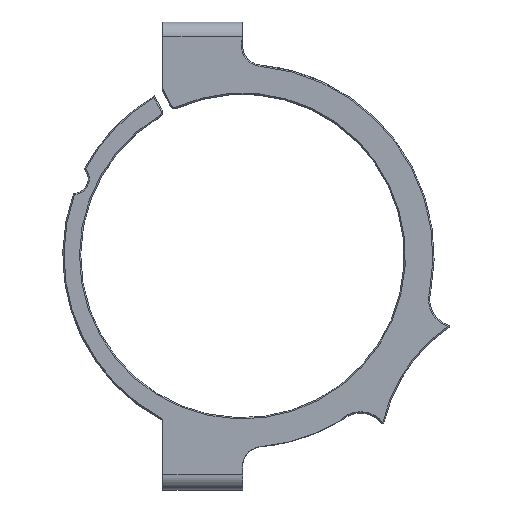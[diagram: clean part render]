
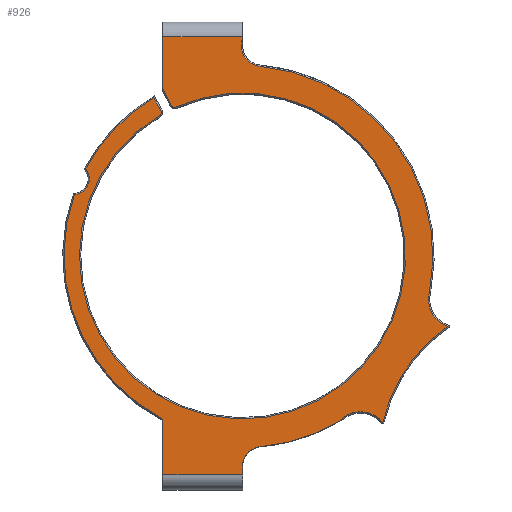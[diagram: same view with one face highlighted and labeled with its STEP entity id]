
A CAD part, top view. The second image highlights one B-rep face of the part: STEP entity #926.
In plain terms, the highlighted planar face has unit normal (0, 0, 1).
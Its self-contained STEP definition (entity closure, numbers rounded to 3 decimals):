
#50=PLANE('',#1028);
#86=FACE_OUTER_BOUND('',#142,.T.);
#142=EDGE_LOOP('',(#708,#709,#710,#711,#712,#713,#714,#715,#716,#717,#718,
#719,#720,#721,#722,#723,#724,#725,#726,#727,#728));
#202=LINE('',#1447,#264);
#214=LINE('',#1534,#276);
#215=LINE('',#1547,#277);
#218=LINE('',#1602,#280);
#222=LINE('',#1613,#284);
#223=LINE('',#1615,#285);
#224=LINE('',#1617,#286);
#225=LINE('',#1619,#287);
#264=VECTOR('',#1141,10.);
#276=VECTOR('',#1177,10.);
#277=VECTOR('',#1186,10.);
#280=VECTOR('',#1221,10.);
#284=VECTOR('',#1231,10.);
#285=VECTOR('',#1232,10.);
#286=VECTOR('',#1233,10.);
#287=VECTOR('',#1234,10.);
#318=CIRCLE('',#973,5.75);
#320=CIRCLE('',#976,38.25);
#323=CIRCLE('',#980,4.25);
#325=CIRCLE('',#983,32.);
#328=CIRCLE('',#988,5.75);
#338=CIRCLE('',#1007,0.723);
#341=CIRCLE('',#1012,37.);
#343=CIRCLE('',#1015,3.15);
#345=CIRCLE('',#1018,37.);
#347=CIRCLE('',#1021,0.751);
#349=CIRCLE('',#1024,32.75);
#352=CIRCLE('',#1029,4.);
#353=CIRCLE('',#1030,38.5);
#379=VERTEX_POINT('',#1383);
#380=VERTEX_POINT('',#1384);
#383=VERTEX_POINT('',#1395);
#386=VERTEX_POINT('',#1406);
#387=VERTEX_POINT('',#1412);
#391=VERTEX_POINT('',#1423);
#398=VERTEX_POINT('',#1445);
#410=VERTEX_POINT('',#1527);
#413=VERTEX_POINT('',#1532);
#414=VERTEX_POINT('',#1536);
#416=VERTEX_POINT('',#1545);
#417=VERTEX_POINT('',#1546);
#421=VERTEX_POINT('',#1559);
#423=VERTEX_POINT('',#1568);
#425=VERTEX_POINT('',#1577);
#426=VERTEX_POINT('',#1583);
#428=VERTEX_POINT('',#1601);
#433=VERTEX_POINT('',#1614);
#434=VERTEX_POINT('',#1616);
#435=VERTEX_POINT('',#1618);
#436=VERTEX_POINT('',#1620);
#468=EDGE_CURVE('',#379,#380,#318,.T.);
#472=EDGE_CURVE('',#383,#379,#320,.T.);
#477=EDGE_CURVE('',#386,#383,#323,.T.);
#481=EDGE_CURVE('',#380,#387,#325,.T.);
#486=EDGE_CURVE('',#387,#391,#328,.T.);
#494=EDGE_CURVE('',#398,#386,#202,.T.);
#514=EDGE_CURVE('',#413,#410,#214,.T.);
#515=EDGE_CURVE('',#414,#413,#338,.T.);
#518=EDGE_CURVE('',#416,#417,#215,.T.);
#524=EDGE_CURVE('',#421,#416,#341,.T.);
#527=EDGE_CURVE('',#423,#421,#343,.T.);
#530=EDGE_CURVE('',#425,#423,#345,.T.);
#533=EDGE_CURVE('',#417,#426,#347,.T.);
#535=EDGE_CURVE('',#426,#414,#349,.T.);
#536=EDGE_CURVE('',#410,#428,#218,.T.);
#542=EDGE_CURVE('',#428,#398,#222,.T.);
#543=EDGE_CURVE('',#433,#425,#223,.T.);
#544=EDGE_CURVE('',#434,#433,#224,.T.);
#545=EDGE_CURVE('',#434,#435,#225,.T.);
#546=EDGE_CURVE('',#436,#435,#352,.T.);
#547=EDGE_CURVE('',#436,#391,#353,.T.);
#708=ORIENTED_EDGE('',*,*,#477,.F.);
#709=ORIENTED_EDGE('',*,*,#494,.F.);
#710=ORIENTED_EDGE('',*,*,#542,.F.);
#711=ORIENTED_EDGE('',*,*,#536,.F.);
#712=ORIENTED_EDGE('',*,*,#514,.F.);
#713=ORIENTED_EDGE('',*,*,#515,.F.);
#714=ORIENTED_EDGE('',*,*,#535,.F.);
#715=ORIENTED_EDGE('',*,*,#533,.F.);
#716=ORIENTED_EDGE('',*,*,#518,.F.);
#717=ORIENTED_EDGE('',*,*,#524,.F.);
#718=ORIENTED_EDGE('',*,*,#527,.F.);
#719=ORIENTED_EDGE('',*,*,#530,.F.);
#720=ORIENTED_EDGE('',*,*,#543,.F.);
#721=ORIENTED_EDGE('',*,*,#544,.F.);
#722=ORIENTED_EDGE('',*,*,#545,.T.);
#723=ORIENTED_EDGE('',*,*,#546,.F.);
#724=ORIENTED_EDGE('',*,*,#547,.T.);
#725=ORIENTED_EDGE('',*,*,#486,.F.);
#726=ORIENTED_EDGE('',*,*,#481,.F.);
#727=ORIENTED_EDGE('',*,*,#468,.F.);
#728=ORIENTED_EDGE('',*,*,#472,.F.);
#926=ADVANCED_FACE('',(#86),#50,.T.);
#973=AXIS2_PLACEMENT_3D('',#1385,#1091,#1092);
#976=AXIS2_PLACEMENT_3D('',#1396,#1098,#1099);
#980=AXIS2_PLACEMENT_3D('',#1410,#1106,#1107);
#983=AXIS2_PLACEMENT_3D('',#1418,#1114,#1115);
#988=AXIS2_PLACEMENT_3D('',#1431,#1125,#1126);
#1007=AXIS2_PLACEMENT_3D('',#1537,#1180,#1181);
#1012=AXIS2_PLACEMENT_3D('',#1564,#1193,#1194);
#1015=AXIS2_PLACEMENT_3D('',#1573,#1199,#1200);
#1018=AXIS2_PLACEMENT_3D('',#1581,#1205,#1206);
#1021=AXIS2_PLACEMENT_3D('',#1596,#1211,#1212);
#1024=AXIS2_PLACEMENT_3D('',#1599,#1217,#1218);
#1028=AXIS2_PLACEMENT_3D('',#1612,#1229,#1230);
#1029=AXIS2_PLACEMENT_3D('',#1621,#1235,#1236);
#1030=AXIS2_PLACEMENT_3D('',#1622,#1237,#1238);
#1091=DIRECTION('center_axis',(0.,0.,1.));
#1092=DIRECTION('ref_axis',(-1.,0.,0.));
#1098=DIRECTION('center_axis',(0.,0.,-1.));
#1099=DIRECTION('ref_axis',(1.,0.,0.));
#1106=DIRECTION('center_axis',(0.,0.,1.));
#1107=DIRECTION('ref_axis',(-1.,0.,0.));
#1114=DIRECTION('center_axis',(0.,0.,1.));
#1115=DIRECTION('ref_axis',(-1.,0.,0.));
#1125=DIRECTION('center_axis',(0.,0.,1.));
#1126=DIRECTION('ref_axis',(1.,0.,0.));
#1141=DIRECTION('',(0.,-1.,0.));
#1177=DIRECTION('',(-0.44,0.898,0.));
#1180=DIRECTION('center_axis',(0.,0.,-1.));
#1181=DIRECTION('ref_axis',(-0.898,-0.44,0.));
#1186=DIRECTION('',(0.484,-0.875,0.));
#1193=DIRECTION('center_axis',(0.,0.,-1.));
#1194=DIRECTION('ref_axis',(-1.,0.,0.));
#1199=DIRECTION('center_axis',(0.,0.,1.));
#1200=DIRECTION('ref_axis',(1.,0.,0.));
#1205=DIRECTION('center_axis',(0.,0.,-1.));
#1206=DIRECTION('ref_axis',(-1.,0.,0.));
#1211=DIRECTION('center_axis',(0.,0.,-1.));
#1212=DIRECTION('ref_axis',(0.513,-0.859,0.));
#1217=DIRECTION('center_axis',(0.,0.,1.));
#1218=DIRECTION('ref_axis',(1.,0.,0.));
#1221=DIRECTION('',(0.,1.,0.));
#1229=DIRECTION('center_axis',(0.,0.,1.));
#1230=DIRECTION('ref_axis',(1.,0.,0.));
#1231=DIRECTION('',(1.,0.,0.));
#1232=DIRECTION('',(0.,1.,0.));
#1233=DIRECTION('',(-1.,0.,0.));
#1234=DIRECTION('',(0.,1.,0.));
#1235=DIRECTION('center_axis',(0.,0.,1.));
#1236=DIRECTION('ref_axis',(1.,0.,0.));
#1237=DIRECTION('center_axis',(0.,0.,1.));
#1238=DIRECTION('ref_axis',(1.,0.,0.));
#1383=CARTESIAN_POINT('',(-47.526,-10.679,18.));
#1384=CARTESIAN_POINT('',(-43.827,-17.733,18.));
#1385=CARTESIAN_POINT('Origin',(-42.003,-12.28,18.));
#1395=CARTESIAN_POINT('',(-81.35,34.49,18.));
#1396=CARTESIAN_POINT('Origin',(-85.11,-3.574,18.));
#1406=CARTESIAN_POINT('',(-85.112,40.171,18.));
#1410=CARTESIAN_POINT('Origin',(-81.112,38.734,18.));
#1412=CARTESIAN_POINT('',(-56.926,-37.029,18.));
#1418=CARTESIAN_POINT('Origin',(-25.721,-44.119,18.));
#1423=CARTESIAN_POINT('',(-65.742,-36.847,18.));
#1431=CARTESIAN_POINT('Origin',(-61.41,-40.629,18.));
#1445=CARTESIAN_POINT('',(-85.112,40.431,18.));
#1447=CARTESIAN_POINT('',(-85.112,43.431,18.));
#1527=CARTESIAN_POINT('',(-101.112,30.099,18.));
#1532=CARTESIAN_POINT('',(-99.428,26.662,18.));
#1534=CARTESIAN_POINT('',(-91.791,11.077,18.));
#1536=CARTESIAN_POINT('',(-98.528,26.302,18.));
#1537=CARTESIAN_POINT('Origin',(-98.779,26.981,18.));
#1545=CARTESIAN_POINT('',(-102.948,28.222,18.));
#1546=CARTESIAN_POINT('',(-101.512,25.625,18.));
#1547=CARTESIAN_POINT('',(-93.854,11.776,18.));
#1559=CARTESIAN_POINT('',(-116.601,13.916,18.));
#1564=CARTESIAN_POINT('Origin',(-83.981,-3.546,18.));
#1568=CARTESIAN_POINT('',(-118.872,8.769,18.));
#1573=CARTESIAN_POINT('Origin',(-119.033,11.914,18.));
#1577=CARTESIAN_POINT('',(-101.107,-36.344,18.));
#1581=CARTESIAN_POINT('Origin',(-83.981,-3.546,18.));
#1583=CARTESIAN_POINT('',(-101.784,24.616,18.));
#1596=CARTESIAN_POINT('Origin',(-102.169,25.261,18.));
#1599=CARTESIAN_POINT('Origin',(-85.119,-3.576,18.));
#1601=CARTESIAN_POINT('',(-101.112,40.431,18.));
#1602=CARTESIAN_POINT('',(-101.112,29.531,18.));
#1612=CARTESIAN_POINT('Origin',(-82.235,-3.569,18.));
#1613=CARTESIAN_POINT('',(-91.674,40.431,18.));
#1614=CARTESIAN_POINT('',(-101.107,-47.568,18.));
#1615=CARTESIAN_POINT('',(-101.107,-50.568,18.));
#1616=CARTESIAN_POINT('',(-85.107,-47.568,18.));
#1617=CARTESIAN_POINT('',(-83.671,-47.568,18.));
#1618=CARTESIAN_POINT('',(-85.107,-45.975,18.));
#1619=CARTESIAN_POINT('',(-85.107,-50.568,18.));
#1620=CARTESIAN_POINT('',(-81.358,-41.891,18.));
#1621=CARTESIAN_POINT('Origin',(-81.108,-45.883,18.));
#1622=CARTESIAN_POINT('Origin',(-85.11,-3.574,18.));
